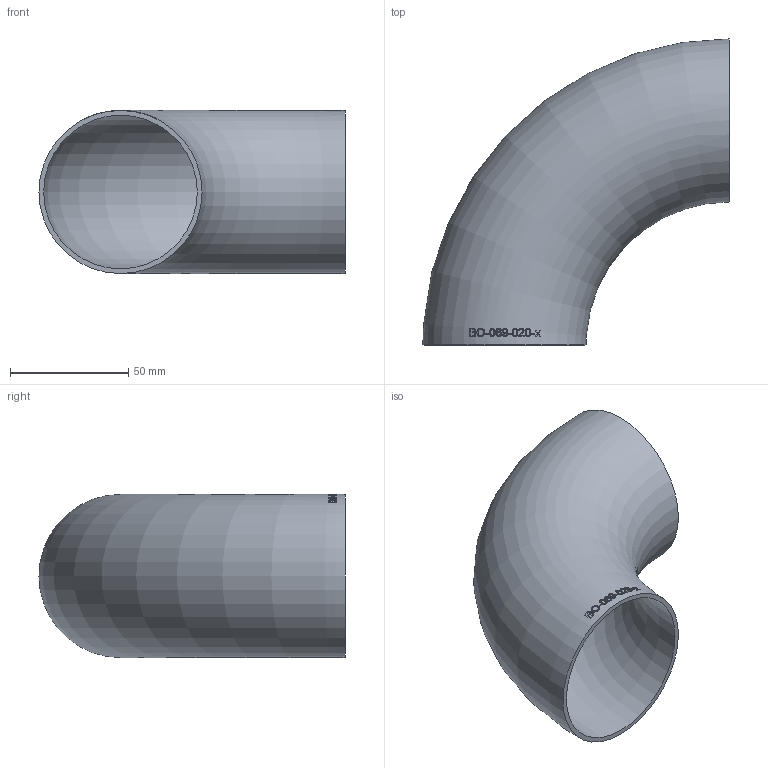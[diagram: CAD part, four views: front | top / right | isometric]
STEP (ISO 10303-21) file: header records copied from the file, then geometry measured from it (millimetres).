
FILE_DESCRIPTION (( 'STEP AP214' ), '1' );
FILE_NAME ('BO-069-020-x Bogen 1911.STEP', '2019-11-04T08:45:20', ( '' ), ( '' ), 'SwSTEP 2.0', 'SolidWorks 2016', '' );
FILE_SCHEMA (( 'AUTOMOTIVE_DESIGN' ));
Length unit declared in the file: millimetre
Products named in the file (1): BO-069-020-x Bogen 1911
Bounding box: 129.5 x 129.5 x 69 mm (x, y, z)
Volume: 62816.5 mm3; surface area: 63678.5 mm2
Topology: 1 solids, 1 shells, 152 faces, 394 edges, 263 vertices
Faces by surface type: bspline 87, plane 42, torus 23
Entity records: 9342 total; most frequent: CARTESIAN_POINT 4864, ORIENTED_EDGE 770, EDGE_CURVE 385, DIRECTION 265, VERTEX_POINT 258, B_SPLINE_CURVE_WITH_KNOTS 254, EDGE_LOOP 175, FACE_OUTER_BOUND 153
